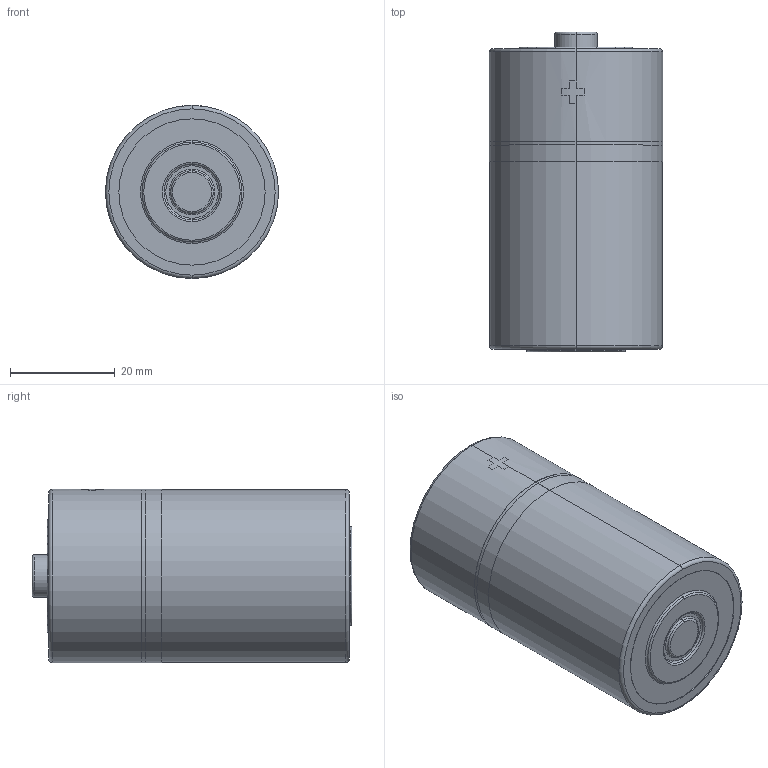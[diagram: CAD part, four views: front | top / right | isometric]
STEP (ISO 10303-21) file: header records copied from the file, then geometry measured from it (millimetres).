
FILE_DESCRIPTION (( 'STEP AP214' ), '1' );
FILE_NAME ('Duracell_D.STEP', '2014-04-04T15:00:26', ( '' ), ( '' ), 'SwSTEP 2.0', 'SolidWorks 2013', '' );
FILE_SCHEMA (( 'AUTOMOTIVE_DESIGN' ));
Length unit declared in the file: inch
Products named in the file (1): Duracell_D
Bounding box: 33.07 x 61.09 x 33.07 mm (x, y, z)
Volume: 52676.5 mm3; surface area: 11620.3 mm2
Topology: 3 solids, 3 shells, 59 faces, 125 edges, 82 vertices
Faces by surface type: torus 28, plane 16, cylinder 15
Entity records: 1960 total; most frequent: DIRECTION 349, CARTESIAN_POINT 267, ORIENTED_EDGE 250, AXIS2_PLACEMENT_3D 164, EDGE_CURVE 125, CIRCLE 104, VERTEX_POINT 82, EDGE_LOOP 69
